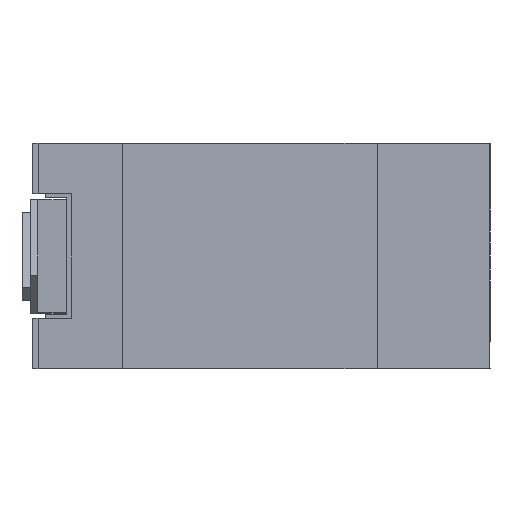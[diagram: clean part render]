
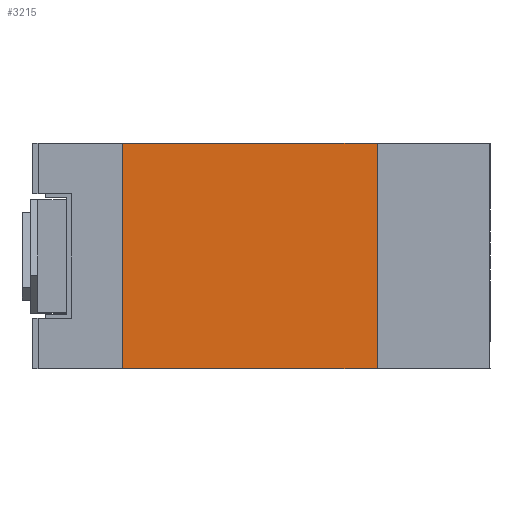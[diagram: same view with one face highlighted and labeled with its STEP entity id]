
A CAD part, left-side view. The second image highlights one B-rep face of the part: STEP entity #3215.
In plain terms, the highlighted planar face has unit normal (-1, 0, 0).
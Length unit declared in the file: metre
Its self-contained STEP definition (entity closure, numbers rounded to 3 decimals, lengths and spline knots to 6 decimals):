
#179 = ORIENTED_EDGE ( 'NONE', *, *, #180, .F. ) ;
#180 = EDGE_CURVE ( 'NONE', #3204, #3205, #854, .T. ) ;
#851 = DIRECTION ( 'NONE',  ( 0., 0., -1. ) ) ;
#852 = VECTOR ( 'NONE', #851, 1. ) ;
#853 = CARTESIAN_POINT ( 'NONE',  ( 0.004, 0.002, 0. ) ) ;
#854 = LINE ( 'NONE', #853, #852 ) ;
#1699 = DIRECTION ( 'NONE',  ( 0., 1., 0. ) ) ;
#1700 = VECTOR ( 'NONE', #1699, 1. ) ;
#1701 = CARTESIAN_POINT ( 'NONE',  ( 0.004, 0.002, 0. ) ) ;
#1702 = LINE ( 'NONE', #1701, #1700 ) ;
#1703 = CARTESIAN_POINT ( 'NONE',  ( 0.004, 0.002, 0. ) ) ;
#1704 = CARTESIAN_POINT ( 'NONE',  ( 0.004, 0.002, 0.004 ) ) ;
#1705 = CARTESIAN_POINT ( 'NONE',  ( 0.004, 0.0065, 0. ) ) ;
#1742 = DIRECTION ( 'NONE',  ( 0., 0., -1. ) ) ;
#1743 = DIRECTION ( 'NONE',  ( 1., 0., 0. ) ) ;
#1744 = CARTESIAN_POINT ( 'NONE',  ( 0.004, 0.002, 0. ) ) ;
#1746 = AXIS2_PLACEMENT_3D ( 'NONE', #1744, #1743, #1742 ) ;
#1747 = PLANE ( 'NONE',  #1746 ) ;
#1748 = FACE_OUTER_BOUND ( 'NONE', #3203, .T. ) ;
#1749 = DIRECTION ( 'NONE',  ( 0., 1., 0. ) ) ;
#1750 = VECTOR ( 'NONE', #1749, 1. ) ;
#1751 = CARTESIAN_POINT ( 'NONE',  ( 0.004, 0.002, 0.004 ) ) ;
#1752 = LINE ( 'NONE', #1751, #1750 ) ;
#1753 = DIRECTION ( 'NONE',  ( 0., 0., 1. ) ) ;
#1754 = VECTOR ( 'NONE', #1753, 1. ) ;
#1755 = CARTESIAN_POINT ( 'NONE',  ( 0.004, 0.0065, -0.006 ) ) ;
#1756 = LINE ( 'NONE', #1755, #1754 ) ;
#1757 = CARTESIAN_POINT ( 'NONE',  ( 0.004, 0.0065, 0.004 ) ) ;
#3201 = VERTEX_POINT ( 'NONE', #1705 ) ;
#3202 = ORIENTED_EDGE ( 'NONE', *, *, #3206, .F. ) ;
#3203 = EDGE_LOOP ( 'NONE', ( #3211, #3209, #3202, #179 ) ) ;
#3204 = VERTEX_POINT ( 'NONE', #1704 ) ;
#3205 = VERTEX_POINT ( 'NONE', #1703 ) ;
#3206 = EDGE_CURVE ( 'NONE', #3205, #3201, #1702, .T. ) ;
#3208 = VERTEX_POINT ( 'NONE', #1757 ) ;
#3209 = ORIENTED_EDGE ( 'NONE', *, *, #3210, .F. ) ;
#3210 = EDGE_CURVE ( 'NONE', #3201, #3208, #1756, .T. ) ;
#3211 = ORIENTED_EDGE ( 'NONE', *, *, #3212, .T. ) ;
#3212 = EDGE_CURVE ( 'NONE', #3204, #3208, #1752, .T. ) ;
#3215 = ADVANCED_FACE ( 'NONE', ( #1748 ), #1747, .F. ) ;
